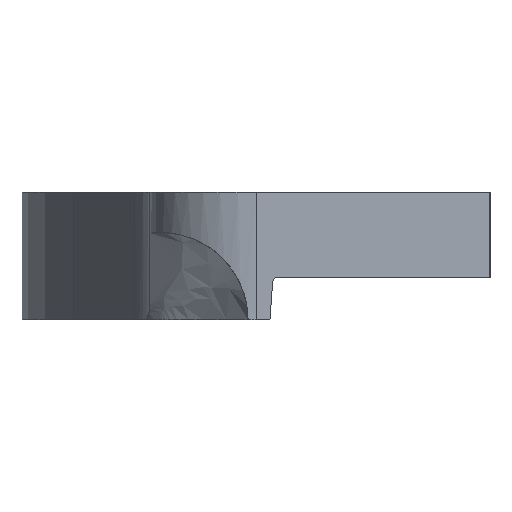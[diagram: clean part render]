
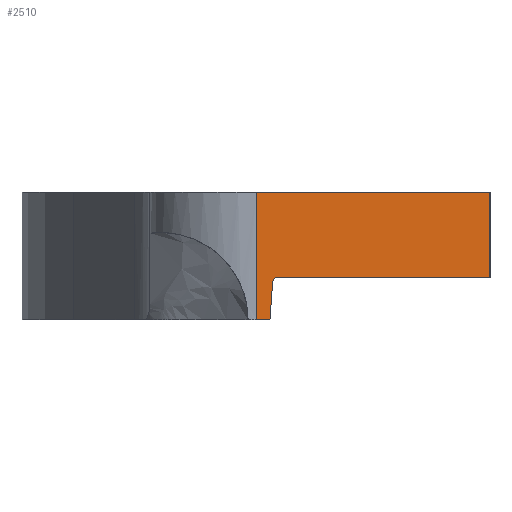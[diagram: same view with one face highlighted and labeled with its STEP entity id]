
A CAD part, left-side view. The second image highlights one B-rep face of the part: STEP entity #2510.
In plain terms, the highlighted planar face has unit normal (-1, 0, 0).
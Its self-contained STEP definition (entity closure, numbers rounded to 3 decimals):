
#241 = PLANE('',#242);
#242 = AXIS2_PLACEMENT_3D('',#243,#244,#245);
#243 = CARTESIAN_POINT('',(0.,-64.742,14.));
#244 = DIRECTION('',(0.,0.,1.));
#245 = DIRECTION('',(1.,0.,0.));
#269 = CYLINDRICAL_SURFACE('',#270,5.);
#270 = AXIS2_PLACEMENT_3D('',#271,#272,#273);
#271 = CARTESIAN_POINT('',(-32.2,-65.,8.));
#272 = DIRECTION('',(-0.,-0.,-1.));
#273 = DIRECTION('',(1.,0.,0.));
#431 = PLANE('',#432);
#432 = AXIS2_PLACEMENT_3D('',#433,#434,#435);
#433 = CARTESIAN_POINT('',(0.,-64.742,8.));
#434 = DIRECTION('',(0.,0.,1.));
#435 = DIRECTION('',(1.,0.,0.));
#841 = VERTEX_POINT('',#842);
#842 = CARTESIAN_POINT('',(-37.2,-65.,14.));
#864 = EDGE_CURVE('',#865,#841,#867,.T.);
#865 = VERTEX_POINT('',#866);
#866 = CARTESIAN_POINT('',(-37.2,-65.,8.));
#867 = SURFACE_CURVE('',#868,(#872,#879),.PCURVE_S1.);
#868 = LINE('',#869,#870);
#869 = CARTESIAN_POINT('',(-37.2,-65.,8.));
#870 = VECTOR('',#871,1.);
#871 = DIRECTION('',(0.,0.,1.));
#872 = PCURVE('',#269,#873);
#873 = DEFINITIONAL_REPRESENTATION('',(#874),#878);
#874 = LINE('',#875,#876);
#875 = CARTESIAN_POINT('',(-3.142,0.));
#876 = VECTOR('',#877,1.);
#877 = DIRECTION('',(-0.,-1.));
#878 = ( GEOMETRIC_REPRESENTATION_CONTEXT(2) 
PARAMETRIC_REPRESENTATION_CONTEXT() REPRESENTATION_CONTEXT('2D SPACE',''
  ) );
#879 = PCURVE('',#880,#885);
#880 = PLANE('',#881);
#881 = AXIS2_PLACEMENT_3D('',#882,#883,#884);
#882 = CARTESIAN_POINT('',(-37.2,-65.,8.));
#883 = DIRECTION('',(1.,0.,0.));
#884 = DIRECTION('',(0.,-1.,0.));
#885 = DEFINITIONAL_REPRESENTATION('',(#886),#890);
#886 = LINE('',#887,#888);
#887 = CARTESIAN_POINT('',(0.,0.));
#888 = VECTOR('',#889,1.);
#889 = DIRECTION('',(0.,-1.));
#890 = ( GEOMETRIC_REPRESENTATION_CONTEXT(2) 
PARAMETRIC_REPRESENTATION_CONTEXT() REPRESENTATION_CONTEXT('2D SPACE',''
  ) );
#919 = EDGE_CURVE('',#841,#920,#922,.T.);
#920 = VERTEX_POINT('',#921);
#921 = CARTESIAN_POINT('',(-37.2,-75.943,14.));
#922 = SURFACE_CURVE('',#923,(#927,#934),.PCURVE_S1.);
#923 = LINE('',#924,#925);
#924 = CARTESIAN_POINT('',(-37.2,-65.,14.));
#925 = VECTOR('',#926,1.);
#926 = DIRECTION('',(0.,-1.,0.));
#927 = PCURVE('',#241,#928);
#928 = DEFINITIONAL_REPRESENTATION('',(#929),#933);
#929 = LINE('',#930,#931);
#930 = CARTESIAN_POINT('',(-37.2,-0.258));
#931 = VECTOR('',#932,1.);
#932 = DIRECTION('',(0.,-1.));
#933 = ( GEOMETRIC_REPRESENTATION_CONTEXT(2) 
PARAMETRIC_REPRESENTATION_CONTEXT() REPRESENTATION_CONTEXT('2D SPACE',''
  ) );
#934 = PCURVE('',#880,#935);
#935 = DEFINITIONAL_REPRESENTATION('',(#936),#940);
#936 = LINE('',#937,#938);
#937 = CARTESIAN_POINT('',(0.,-6.));
#938 = VECTOR('',#939,1.);
#939 = DIRECTION('',(1.,0.));
#940 = ( GEOMETRIC_REPRESENTATION_CONTEXT(2) 
PARAMETRIC_REPRESENTATION_CONTEXT() REPRESENTATION_CONTEXT('2D SPACE',''
  ) );
#958 = PLANE('',#959);
#959 = AXIS2_PLACEMENT_3D('',#960,#961,#962);
#960 = CARTESIAN_POINT('',(-37.2,-75.943,8.));
#961 = DIRECTION('',(0.,1.,0.));
#962 = DIRECTION('',(1.,0.,0.));
#1905 = EDGE_CURVE('',#865,#1906,#1908,.T.);
#1906 = VERTEX_POINT('',#1907);
#1907 = CARTESIAN_POINT('',(-37.2,-65.627,8.));
#1908 = SURFACE_CURVE('',#1909,(#1913,#1920),.PCURVE_S1.);
#1909 = LINE('',#1910,#1911);
#1910 = CARTESIAN_POINT('',(-37.2,-65.,8.));
#1911 = VECTOR('',#1912,1.);
#1912 = DIRECTION('',(0.,-1.,0.));
#1913 = PCURVE('',#431,#1914);
#1914 = DEFINITIONAL_REPRESENTATION('',(#1915),#1919);
#1915 = LINE('',#1916,#1917);
#1916 = CARTESIAN_POINT('',(-37.2,-0.258));
#1917 = VECTOR('',#1918,1.);
#1918 = DIRECTION('',(0.,-1.));
#1919 = ( GEOMETRIC_REPRESENTATION_CONTEXT(2) 
PARAMETRIC_REPRESENTATION_CONTEXT() REPRESENTATION_CONTEXT('2D SPACE',''
  ) );
#1920 = PCURVE('',#880,#1921);
#1921 = DEFINITIONAL_REPRESENTATION('',(#1922),#1926);
#1922 = LINE('',#1923,#1924);
#1923 = CARTESIAN_POINT('',(0.,0.));
#1924 = VECTOR('',#1925,1.);
#1925 = DIRECTION('',(1.,0.));
#1926 = ( GEOMETRIC_REPRESENTATION_CONTEXT(2) 
PARAMETRIC_REPRESENTATION_CONTEXT() REPRESENTATION_CONTEXT('2D SPACE',''
  ) );
#1943 = PLANE('',#1944);
#1944 = AXIS2_PLACEMENT_3D('',#1945,#1946,#1947);
#1945 = CARTESIAN_POINT('',(79.765,-65.751,
    9.767));
#1946 = DIRECTION('',(0.,-0.998,
    -0.07));
#1947 = DIRECTION('',(0.,0.07,
    -0.998));
#2510 = ADVANCED_FACE('',(#2511),#880,.F.);
#2511 = FACE_BOUND('',#2512,.F.);
#2512 = EDGE_LOOP('',(#2513,#2514,#2515,#2516,#2539,#2565,#2594));
#2513 = ORIENTED_EDGE('',*,*,#1905,.F.);
#2514 = ORIENTED_EDGE('',*,*,#864,.T.);
#2515 = ORIENTED_EDGE('',*,*,#919,.T.);
#2516 = ORIENTED_EDGE('',*,*,#2517,.F.);
#2517 = EDGE_CURVE('',#2518,#920,#2520,.T.);
#2518 = VERTEX_POINT('',#2519);
#2519 = CARTESIAN_POINT('',(-37.2,-75.943,10.));
#2520 = SURFACE_CURVE('',#2521,(#2525,#2532),.PCURVE_S1.);
#2521 = LINE('',#2522,#2523);
#2522 = CARTESIAN_POINT('',(-37.2,-75.943,8.));
#2523 = VECTOR('',#2524,1.);
#2524 = DIRECTION('',(0.,0.,1.));
#2525 = PCURVE('',#880,#2526);
#2526 = DEFINITIONAL_REPRESENTATION('',(#2527),#2531);
#2527 = LINE('',#2528,#2529);
#2528 = CARTESIAN_POINT('',(10.943,0.));
#2529 = VECTOR('',#2530,1.);
#2530 = DIRECTION('',(0.,-1.));
#2531 = ( GEOMETRIC_REPRESENTATION_CONTEXT(2) 
PARAMETRIC_REPRESENTATION_CONTEXT() REPRESENTATION_CONTEXT('2D SPACE',''
  ) );
#2532 = PCURVE('',#958,#2533);
#2533 = DEFINITIONAL_REPRESENTATION('',(#2534),#2538);
#2534 = LINE('',#2535,#2536);
#2535 = CARTESIAN_POINT('',(0.,0.));
#2536 = VECTOR('',#2537,1.);
#2537 = DIRECTION('',(0.,-1.));
#2538 = ( GEOMETRIC_REPRESENTATION_CONTEXT(2) 
PARAMETRIC_REPRESENTATION_CONTEXT() REPRESENTATION_CONTEXT('2D SPACE',''
  ) );
#2539 = ORIENTED_EDGE('',*,*,#2540,.T.);
#2540 = EDGE_CURVE('',#2518,#2541,#2543,.T.);
#2541 = VERTEX_POINT('',#2542);
#2542 = CARTESIAN_POINT('',(-37.2,-66.,10.));
#2543 = SURFACE_CURVE('',#2544,(#2548,#2554),.PCURVE_S1.);
#2544 = LINE('',#2545,#2546);
#2545 = CARTESIAN_POINT('',(-37.2,-71.618,10.));
#2546 = VECTOR('',#2547,1.);
#2547 = DIRECTION('',(0.,1.,0.));
#2548 = PCURVE('',#880,#2549);
#2549 = DEFINITIONAL_REPRESENTATION('',(#2550),#2553);
#2550 = B_SPLINE_CURVE_WITH_KNOTS('',1,(#2551,#2552),.UNSPECIFIED.,.F.,
  .F.,(2,2),(-4.324,5.618),.PIECEWISE_BEZIER_KNOTS.);
#2551 = CARTESIAN_POINT('',(10.943,-2.));
#2552 = CARTESIAN_POINT('',(1.,-2.));
#2553 = ( GEOMETRIC_REPRESENTATION_CONTEXT(2) 
PARAMETRIC_REPRESENTATION_CONTEXT() REPRESENTATION_CONTEXT('2D SPACE',''
  ) );
#2554 = PCURVE('',#2555,#2560);
#2555 = PLANE('',#2556);
#2556 = AXIS2_PLACEMENT_3D('',#2557,#2558,#2559);
#2557 = CARTESIAN_POINT('',(79.765,-78.237,10.));
#2558 = DIRECTION('',(0.,0.,-1.));
#2559 = DIRECTION('',(0.,1.,0.));
#2560 = DEFINITIONAL_REPRESENTATION('',(#2561),#2564);
#2561 = B_SPLINE_CURVE_WITH_KNOTS('',1,(#2562,#2563),.UNSPECIFIED.,.F.,
  .F.,(2,2),(-4.324,5.618),.PIECEWISE_BEZIER_KNOTS.);
#2562 = CARTESIAN_POINT('',(2.294,-116.965));
#2563 = CARTESIAN_POINT('',(12.237,-116.965));
#2564 = ( GEOMETRIC_REPRESENTATION_CONTEXT(2) 
PARAMETRIC_REPRESENTATION_CONTEXT() REPRESENTATION_CONTEXT('2D SPACE',''
  ) );
#2565 = ORIENTED_EDGE('',*,*,#2566,.F.);
#2566 = EDGE_CURVE('',#2567,#2541,#2569,.T.);
#2567 = VERTEX_POINT('',#2568);
#2568 = CARTESIAN_POINT('',(-37.2,-65.751,9.767));
#2569 = SURFACE_CURVE('',#2570,(#2575,#2582),.PCURVE_S1.);
#2570 = CIRCLE('',#2571,0.25);
#2571 = AXIS2_PLACEMENT_3D('',#2572,#2573,#2574);
#2572 = CARTESIAN_POINT('',(-37.2,-66.,9.75));
#2573 = DIRECTION('',(1.,0.,0.));
#2574 = DIRECTION('',(0.,1.,0.));
#2575 = PCURVE('',#880,#2576);
#2576 = DEFINITIONAL_REPRESENTATION('',(#2577),#2581);
#2577 = CIRCLE('',#2578,0.25);
#2578 = AXIS2_PLACEMENT_2D('',#2579,#2580);
#2579 = CARTESIAN_POINT('',(1.,-1.75));
#2580 = DIRECTION('',(-1.,0.));
#2581 = ( GEOMETRIC_REPRESENTATION_CONTEXT(2) 
PARAMETRIC_REPRESENTATION_CONTEXT() REPRESENTATION_CONTEXT('2D SPACE',''
  ) );
#2582 = PCURVE('',#2583,#2588);
#2583 = CYLINDRICAL_SURFACE('',#2584,0.25);
#2584 = AXIS2_PLACEMENT_3D('',#2585,#2586,#2587);
#2585 = CARTESIAN_POINT('',(79.765,-66.,9.75));
#2586 = DIRECTION('',(1.,0.,0.));
#2587 = DIRECTION('',(0.,1.,0.));
#2588 = DEFINITIONAL_REPRESENTATION('',(#2589),#2593);
#2589 = LINE('',#2590,#2591);
#2590 = CARTESIAN_POINT('',(0.,-116.965));
#2591 = VECTOR('',#2592,1.);
#2592 = DIRECTION('',(1.,0.));
#2593 = ( GEOMETRIC_REPRESENTATION_CONTEXT(2) 
PARAMETRIC_REPRESENTATION_CONTEXT() REPRESENTATION_CONTEXT('2D SPACE',''
  ) );
#2594 = ORIENTED_EDGE('',*,*,#2595,.T.);
#2595 = EDGE_CURVE('',#2567,#1906,#2596,.T.);
#2596 = SURFACE_CURVE('',#2597,(#2601,#2607),.PCURVE_S1.);
#2597 = LINE('',#2598,#2599);
#2598 = CARTESIAN_POINT('',(-37.2,-65.687,8.862));
#2599 = VECTOR('',#2600,1.);
#2600 = DIRECTION('',(0.,0.07,-0.998));
#2601 = PCURVE('',#880,#2602);
#2602 = DEFINITIONAL_REPRESENTATION('',(#2603),#2606);
#2603 = B_SPLINE_CURVE_WITH_KNOTS('',1,(#2604,#2605),.UNSPECIFIED.,.F.,
  .F.,(2,2),(-0.908,0.864),.PIECEWISE_BEZIER_KNOTS.);
#2604 = CARTESIAN_POINT('',(0.751,-1.767));
#2605 = CARTESIAN_POINT('',(0.627,0.));
#2606 = ( GEOMETRIC_REPRESENTATION_CONTEXT(2) 
PARAMETRIC_REPRESENTATION_CONTEXT() REPRESENTATION_CONTEXT('2D SPACE',''
  ) );
#2607 = PCURVE('',#1943,#2608);
#2608 = DEFINITIONAL_REPRESENTATION('',(#2609),#2612);
#2609 = B_SPLINE_CURVE_WITH_KNOTS('',1,(#2610,#2611),.UNSPECIFIED.,.F.,
  .F.,(2,2),(-0.908,0.864),.PIECEWISE_BEZIER_KNOTS.);
#2610 = CARTESIAN_POINT('',(0.,-116.965));
#2611 = CARTESIAN_POINT('',(1.772,-116.965));
#2612 = ( GEOMETRIC_REPRESENTATION_CONTEXT(2) 
PARAMETRIC_REPRESENTATION_CONTEXT() REPRESENTATION_CONTEXT('2D SPACE',''
  ) );
